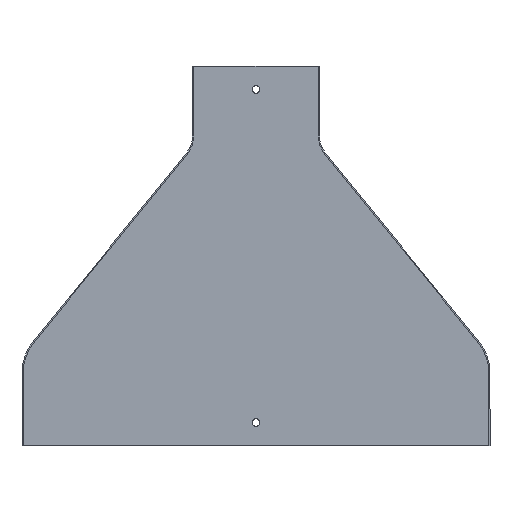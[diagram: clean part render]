
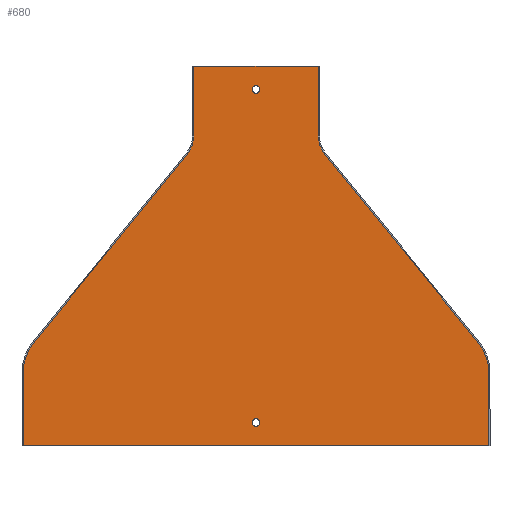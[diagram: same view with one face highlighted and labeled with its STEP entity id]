
A CAD part, front view. The second image highlights one B-rep face of the part: STEP entity #680.
In plain terms, the highlighted planar face has unit normal (0, -1, 0).
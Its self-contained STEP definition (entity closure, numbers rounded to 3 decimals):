
#28 = VECTOR ( 'NONE', #366, 1000. ) ;
#31 = VECTOR ( 'NONE', #562, 1000. ) ;
#33 = LINE ( 'NONE', #365, #28 ) ;
#36 = LINE ( 'NONE', #561, #31 ) ;
#77 = VECTOR ( 'NONE', #506, 1000. ) ;
#80 = LINE ( 'NONE', #505, #77 ) ;
#81 = VECTOR ( 'NONE', #511, 1000. ) ;
#82 = CIRCLE ( 'NONE', #275, 31.2 ) ;
#83 = VECTOR ( 'NONE', #503, 1000. ) ;
#84 = LINE ( 'NONE', #504, #83 ) ;
#85 = LINE ( 'NONE', #510, #81 ) ;
#90 = CIRCLE ( 'NONE', #277, 31.2 ) ;
#100 = CIRCLE ( 'NONE', #632, 18.8 ) ;
#102 = FACE_BOUND ( 'NONE', #879, .T. ) ;
#107 = CIRCLE ( 'NONE', #635, 2.5 ) ;
#108 = FACE_OUTER_BOUND ( 'NONE', #866, .T. ) ;
#118 = FACE_BOUND ( 'NONE', #861, .T. ) ;
#165 = ORIENTED_EDGE ( 'NONE', *, *, #619, .T. ) ;
#166 = ORIENTED_EDGE ( 'NONE', *, *, #601, .T. ) ;
#182 = ORIENTED_EDGE ( 'NONE', *, *, #626, .T. ) ;
#192 = ORIENTED_EDGE ( 'NONE', *, *, #617, .T. ) ;
#226 = ORIENTED_EDGE ( 'NONE', *, *, #778, .T. ) ;
#234 = ORIENTED_EDGE ( 'NONE', *, *, #799, .F. ) ;
#235 = ORIENTED_EDGE ( 'NONE', *, *, #775, .T. ) ;
#236 = ORIENTED_EDGE ( 'NONE', *, *, #774, .T. ) ;
#237 = ORIENTED_EDGE ( 'NONE', *, *, #613, .T. ) ;
#238 = ORIENTED_EDGE ( 'NONE', *, *, #607, .T. ) ;
#239 = ORIENTED_EDGE ( 'NONE', *, *, #615, .T. ) ;
#240 = ORIENTED_EDGE ( 'NONE', *, *, #776, .T. ) ;
#241 = ORIENTED_EDGE ( 'NONE', *, *, #608, .F. ) ;
#247 = ORIENTED_EDGE ( 'NONE', *, *, #777, .T. ) ;
#275 = AXIS2_PLACEMENT_3D ( 'NONE', #513, #514, #515 ) ;
#277 = AXIS2_PLACEMENT_3D ( 'NONE', #507, #508, #509 ) ;
#288 = AXIS2_PLACEMENT_3D ( 'NONE', #458, #456, #462 ) ;
#304 = VERTEX_POINT ( 'NONE', #748 ) ;
#338 = VERTEX_POINT ( 'NONE', #749 ) ;
#352 = DIRECTION ( 'NONE',  ( 0., 0., 1. ) ) ;
#353 = CARTESIAN_POINT ( 'NONE',  ( -151., 0., -245. ) ) ;
#354 = DIRECTION ( 'NONE',  ( 0., 1., 0. ) ) ;
#355 = CARTESIAN_POINT ( 'NONE',  ( 0., 0., -15. ) ) ;
#357 = CARTESIAN_POINT ( 'NONE',  ( -40.2, 0., -45.037 ) ) ;
#358 = CARTESIAN_POINT ( 'NONE',  ( -59., 0., -45.037 ) ) ;
#359 = DIRECTION ( 'NONE',  ( 0., 1., 0. ) ) ;
#360 = DIRECTION ( 'NONE',  ( 0., 0., 1. ) ) ;
#362 = DIRECTION ( 'NONE',  ( 0., 0., -1. ) ) ;
#365 = CARTESIAN_POINT ( 'NONE',  ( 40.2, 0., -45.037 ) ) ;
#366 = DIRECTION ( 'NONE',  ( 0., 0., 1. ) ) ;
#372 = CARTESIAN_POINT ( 'NONE',  ( 59., 0., -45.037 ) ) ;
#373 = DIRECTION ( 'NONE',  ( 0., 1., 0. ) ) ;
#374 = DIRECTION ( 'NONE',  ( 0., 0., 1. ) ) ;
#390 = CARTESIAN_POINT ( 'NONE',  ( 0., 0., -230. ) ) ;
#391 = DIRECTION ( 'NONE',  ( 0., 1., 0. ) ) ;
#392 = DIRECTION ( 'NONE',  ( 0., 0., 1. ) ) ;
#456 = DIRECTION ( 'NONE',  ( 0., 1., 0. ) ) ;
#458 = CARTESIAN_POINT ( 'NONE',  ( -59., 0., -45.037 ) ) ;
#460 = PLANE ( 'NONE',  #288 ) ;
#462 = DIRECTION ( 'NONE',  ( 0., 0., 1. ) ) ;
#503 = DIRECTION ( 'NONE',  ( 0., 0., -1. ) ) ;
#504 = CARTESIAN_POINT ( 'NONE',  ( -150.2, 0., -45.037 ) ) ;
#505 = CARTESIAN_POINT ( 'NONE',  ( -2.658, 0., 0.872 ) ) ;
#506 = DIRECTION ( 'NONE',  ( -0.632, 0., 0.775 ) ) ;
#507 = CARTESIAN_POINT ( 'NONE',  ( -119., 0., -197.828 ) ) ;
#508 = DIRECTION ( 'NONE',  ( 0., -1., 0. ) ) ;
#509 = DIRECTION ( 'NONE',  ( 0., 0., 1. ) ) ;
#510 = CARTESIAN_POINT ( 'NONE',  ( 150.2, 0., -45.037 ) ) ;
#511 = DIRECTION ( 'NONE',  ( 0., 0., 1. ) ) ;
#513 = CARTESIAN_POINT ( 'NONE',  ( 119., 0., -197.828 ) ) ;
#514 = DIRECTION ( 'NONE',  ( 0., -1., 0. ) ) ;
#515 = DIRECTION ( 'NONE',  ( 0., 0., 1. ) ) ;
#561 = CARTESIAN_POINT ( 'NONE',  ( -41., 0., 0. ) ) ;
#562 = DIRECTION ( 'NONE',  ( 1., 0., 0. ) ) ;
#601 = EDGE_CURVE ( 'NONE', #304, #304, #849, .T. ) ;
#607 = EDGE_CURVE ( 'NONE', #896, #895, #839, .T. ) ;
#608 = EDGE_CURVE ( 'NONE', #908, #907, #843, .T. ) ;
#613 = EDGE_CURVE ( 'NONE', #904, #896, #833, .T. ) ;
#615 = EDGE_CURVE ( 'NONE', #929, #904, #828, .T. ) ;
#617 = EDGE_CURVE ( 'NONE', #906, #928, #33, .T. ) ;
#619 = EDGE_CURVE ( 'NONE', #900, #906, #100, .T. ) ;
#626 = EDGE_CURVE ( 'NONE', #338, #338, #107, .T. ) ;
#630 = AXIS2_PLACEMENT_3D ( 'NONE', #358, #359, #360 ) ;
#632 = AXIS2_PLACEMENT_3D ( 'NONE', #372, #373, #374 ) ;
#635 = AXIS2_PLACEMENT_3D ( 'NONE', #390, #391, #392 ) ;
#648 = AXIS2_PLACEMENT_3D ( 'NONE', #355, #354, #352 ) ;
#658 = DIRECTION ( 'NONE',  ( -0.632, 0., -0.775 ) ) ;
#659 = CARTESIAN_POINT ( 'NONE',  ( -44.426, 0., -56.912 ) ) ;
#660 = DIRECTION ( 'NONE',  ( -1., 0., 0. ) ) ;
#680 = ADVANCED_FACE ( 'NONE', ( #118, #102, #108 ), #460, .F. ) ;
#706 = CARTESIAN_POINT ( 'NONE',  ( 143.187, 0., -178.12 ) ) ;
#708 = CARTESIAN_POINT ( 'NONE',  ( -150.2, 0., -197.828 ) ) ;
#709 = CARTESIAN_POINT ( 'NONE',  ( -143.187, 0., -178.12 ) ) ;
#710 = CARTESIAN_POINT ( 'NONE',  ( -44.426, 0., -56.912 ) ) ;
#713 = CARTESIAN_POINT ( 'NONE',  ( 150.2, 0., -197.828 ) ) ;
#714 = CARTESIAN_POINT ( 'NONE',  ( 44.426, 0., -56.912 ) ) ;
#718 = CARTESIAN_POINT ( 'NONE',  ( -40.2, 0., -45.037 ) ) ;
#720 = CARTESIAN_POINT ( 'NONE',  ( 40.2, 0., -45.037 ) ) ;
#721 = CARTESIAN_POINT ( 'NONE',  ( -150.2, 0., -245. ) ) ;
#722 = CARTESIAN_POINT ( 'NONE',  ( 150.2, 0., -245. ) ) ;
#742 = CARTESIAN_POINT ( 'NONE',  ( 40.2, 0., 0. ) ) ;
#743 = CARTESIAN_POINT ( 'NONE',  ( -40.2, 0., 0. ) ) ;
#748 = CARTESIAN_POINT ( 'NONE',  ( 0., 0., -12.5 ) ) ;
#749 = CARTESIAN_POINT ( 'NONE',  ( 0., 0., -227.5 ) ) ;
#774 = EDGE_CURVE ( 'NONE', #895, #894, #90, .T. ) ;
#775 = EDGE_CURVE ( 'NONE', #894, #907, #84, .T. ) ;
#776 = EDGE_CURVE ( 'NONE', #908, #899, #85, .T. ) ;
#777 = EDGE_CURVE ( 'NONE', #899, #892, #82, .T. ) ;
#778 = EDGE_CURVE ( 'NONE', #892, #900, #80, .T. ) ;
#799 = EDGE_CURVE ( 'NONE', #929, #928, #36, .T. ) ;
#823 = VECTOR ( 'NONE', #362, 1000. ) ;
#828 = LINE ( 'NONE', #357, #823 ) ;
#833 = CIRCLE ( 'NONE', #630, 18.8 ) ;
#834 = VECTOR ( 'NONE', #660, 1000. ) ;
#836 = VECTOR ( 'NONE', #658, 1000. ) ;
#839 = LINE ( 'NONE', #659, #836 ) ;
#843 = LINE ( 'NONE', #353, #834 ) ;
#849 = CIRCLE ( 'NONE', #648, 2.5 ) ;
#861 = EDGE_LOOP ( 'NONE', ( #166 ) ) ;
#866 = EDGE_LOOP ( 'NONE', ( #165, #192, #234, #239, #237, #238, #236, #235, #241, #240, #247, #226 ) ) ;
#879 = EDGE_LOOP ( 'NONE', ( #182 ) ) ;
#892 = VERTEX_POINT ( 'NONE', #706 ) ;
#894 = VERTEX_POINT ( 'NONE', #708 ) ;
#895 = VERTEX_POINT ( 'NONE', #709 ) ;
#896 = VERTEX_POINT ( 'NONE', #710 ) ;
#899 = VERTEX_POINT ( 'NONE', #713 ) ;
#900 = VERTEX_POINT ( 'NONE', #714 ) ;
#904 = VERTEX_POINT ( 'NONE', #718 ) ;
#906 = VERTEX_POINT ( 'NONE', #720 ) ;
#907 = VERTEX_POINT ( 'NONE', #721 ) ;
#908 = VERTEX_POINT ( 'NONE', #722 ) ;
#928 = VERTEX_POINT ( 'NONE', #742 ) ;
#929 = VERTEX_POINT ( 'NONE', #743 ) ;
